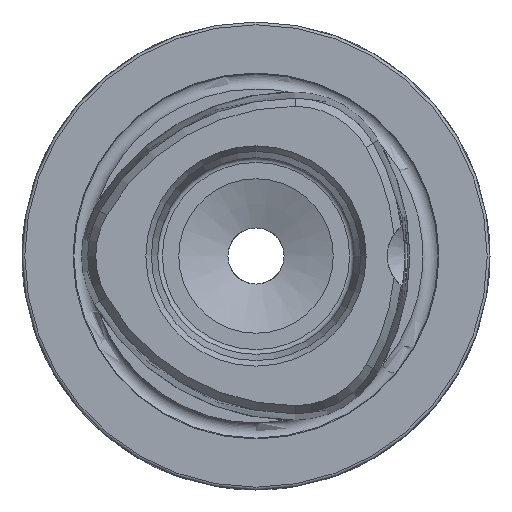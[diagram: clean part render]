
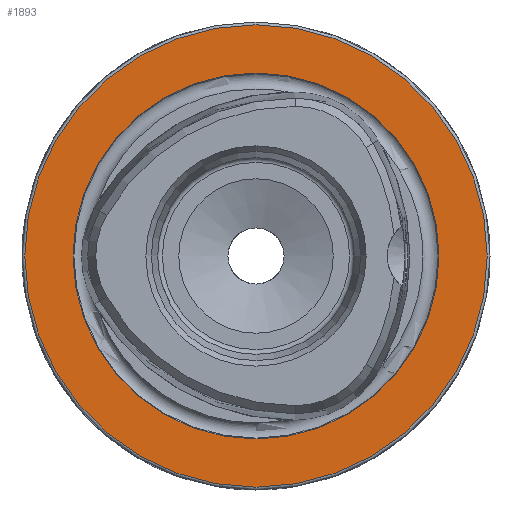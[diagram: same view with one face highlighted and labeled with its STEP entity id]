
A CAD part, left-side view. The second image highlights one B-rep face of the part: STEP entity #1893.
In plain terms, the highlighted planar face has unit normal (-1, 0, 0).
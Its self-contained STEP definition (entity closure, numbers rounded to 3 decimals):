
#997 = ORIENTED_EDGE ( 'NONE', *, *, #1385, .T. ) ;
#1235 = FACE_OUTER_BOUND ( 'NONE', #2410, .T. ) ;
#1292 = FACE_BOUND ( 'NONE', #2937, .T. ) ;
#1344 = CARTESIAN_POINT ( 'NONE',  ( 0., 0., 24.7 ) ) ;
#1385 = EDGE_CURVE ( 'NONE', #3743, #3743, #3359, .T. ) ;
#1456 = DIRECTION ( 'NONE',  ( 0., 0., -1. ) ) ;
#1528 = DIRECTION ( 'NONE',  ( 0., 0., 1. ) ) ;
#1664 = EDGE_CURVE ( 'NONE', #1737, #1737, #2460, .T. ) ;
#1737 = VERTEX_POINT ( 'NONE', #3001 ) ;
#1820 = AXIS2_PLACEMENT_3D ( 'NONE', #3167, #2867, #1528 ) ;
#1893 = ADVANCED_FACE ( 'NONE', ( #1292, #1235 ), #3102, .F. ) ;
#2410 = EDGE_LOOP ( 'NONE', ( #997 ) ) ;
#2460 = CIRCLE ( 'NONE', #2595, 19.55 ) ;
#2595 = AXIS2_PLACEMENT_3D ( 'NONE', #3791, #3220, #3546 ) ;
#2831 = ORIENTED_EDGE ( 'NONE', *, *, #1664, .F. ) ;
#2867 = DIRECTION ( 'NONE',  ( -1., 0., 0. ) ) ;
#2937 = EDGE_LOOP ( 'NONE', ( #2831 ) ) ;
#3001 = CARTESIAN_POINT ( 'NONE',  ( 0., 0., 19.55 ) ) ;
#3102 = PLANE ( 'NONE',  #4077 ) ;
#3167 = CARTESIAN_POINT ( 'NONE',  ( 0., 0., 0. ) ) ;
#3220 = DIRECTION ( 'NONE',  ( -1., 0., 0. ) ) ;
#3359 = CIRCLE ( 'NONE', #1820, 24.7 ) ;
#3546 = DIRECTION ( 'NONE',  ( 0., 0., 1. ) ) ;
#3743 = VERTEX_POINT ( 'NONE', #1344 ) ;
#3791 = CARTESIAN_POINT ( 'NONE',  ( 0., 0., 0. ) ) ;
#3802 = CARTESIAN_POINT ( 'NONE',  ( 0., 19.55, 0. ) ) ;
#4077 = AXIS2_PLACEMENT_3D ( 'NONE', #3802, #4114, #1456 ) ;
#4114 = DIRECTION ( 'NONE',  ( 1., 0., 0. ) ) ;
